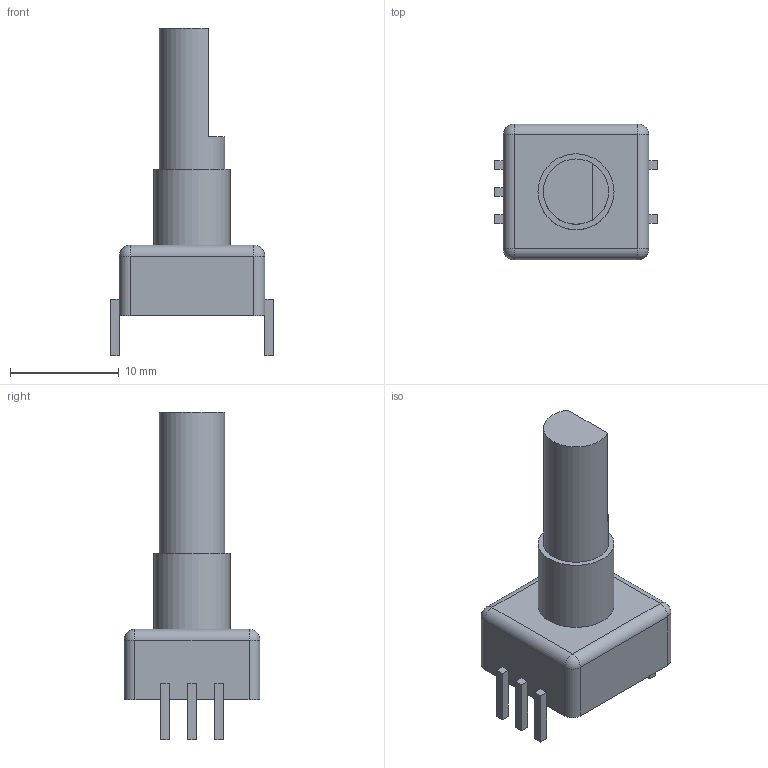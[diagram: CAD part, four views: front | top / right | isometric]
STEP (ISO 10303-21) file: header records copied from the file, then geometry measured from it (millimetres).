
FILE_DESCRIPTION(('FreeCAD Model'),'2;1');
FILE_NAME('PEC11R-4220K-S0024.step','2020-10-25T18:15:36',('kicad StepUp'),( 'ksu MCAD'),'Open CASCADE STEP processor 7.4','FreeCAD','Unknown');
FILE_SCHEMA(('AUTOMOTIVE_DESIGN { 1 0 10303 214 1 1 1 1 }'));
Length unit declared in the file: millimetre
Products named in the file (1): PEC11R-4220K-S0024
Bounding box: 15 x 12.5 x 30.2 mm (x, y, z)
Volume: 1670.8 mm3; surface area: 1102.1 mm2
Topology: 1 solids, 1 shells, 54 faces, 132 edges, 78 vertices
Faces by surface type: plane 40, cylinder 10, sphere 4
Full cylindrical faces by diameter (mm): 6 x1, 7 x1
Entity records: 1540 total; most frequent: CARTESIAN_POINT 261, DIRECTION 260, ORIENTED_EDGE 256, EDGE_CURVE 128, LINE 106, VECTOR 106, VERTEX_POINT 78, AXIS2_PLACEMENT_3D 77
